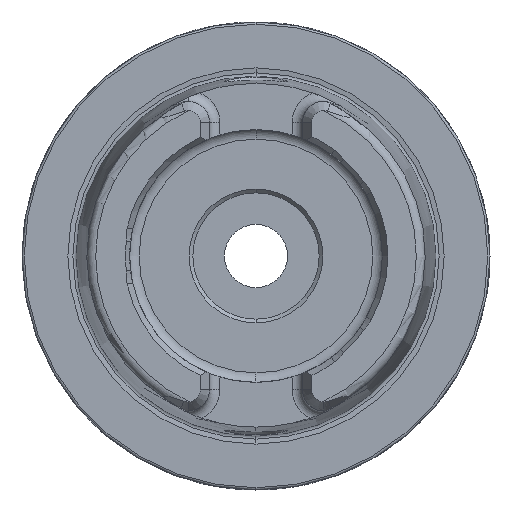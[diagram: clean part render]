
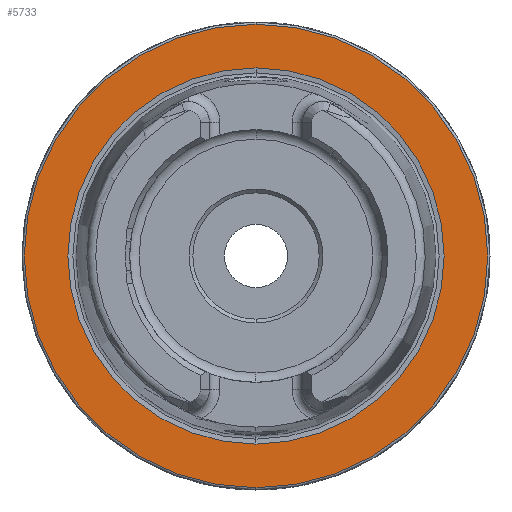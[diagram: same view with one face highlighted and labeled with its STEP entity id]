
A CAD part, left-side view. The second image highlights one B-rep face of the part: STEP entity #5733.
In plain terms, the highlighted planar face has unit normal (-1, 0, 0).
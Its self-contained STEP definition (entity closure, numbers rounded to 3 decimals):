
#127 = VERTEX_POINT ( 'NONE', #8736 ) ;
#198 = VERTEX_POINT ( 'NONE', #8747 ) ;
#274 = VERTEX_POINT ( 'NONE', #8729 ) ;
#2381 = VERTEX_POINT ( 'NONE', #2662 ) ;
#2662 = CARTESIAN_POINT ( 'NONE',  ( 0., 0., 25.324 ) ) ;
#2739 = AXIS2_PLACEMENT_3D ( 'NONE', #3479, #3480, #3482 ) ;
#2740 = AXIS2_PLACEMENT_3D ( 'NONE', #3483, #3484, #3485 ) ;
#2776 = AXIS2_PLACEMENT_3D ( 'NONE', #4068, #4069, #4070 ) ;
#2788 = AXIS2_PLACEMENT_3D ( 'NONE', #6364, #6365, #6366 ) ;
#2859 = AXIS2_PLACEMENT_3D ( 'NONE', #7051, #7056, #7057 ) ;
#3479 = CARTESIAN_POINT ( 'NONE',  ( 0., 0., 0. ) ) ;
#3480 = DIRECTION ( 'NONE',  ( -1., 0., 0. ) ) ;
#3482 = DIRECTION ( 'NONE',  ( 0., 0., 1. ) ) ;
#3483 = CARTESIAN_POINT ( 'NONE',  ( 0., 0., 0. ) ) ;
#3484 = DIRECTION ( 'NONE',  ( -1., 0., 0. ) ) ;
#3485 = DIRECTION ( 'NONE',  ( 0., 0., 1. ) ) ;
#4068 = CARTESIAN_POINT ( 'NONE',  ( 0., 0., 0. ) ) ;
#4069 = DIRECTION ( 'NONE',  ( -1., 0., 0. ) ) ;
#4070 = DIRECTION ( 'NONE',  ( 0., 0., 1. ) ) ;
#4419 = ORIENTED_EDGE ( 'NONE', *, *, #4874, .F. ) ;
#4420 = ORIENTED_EDGE ( 'NONE', *, *, #4979, .F. ) ;
#4421 = ORIENTED_EDGE ( 'NONE', *, *, #5006, .T. ) ;
#4422 = ORIENTED_EDGE ( 'NONE', *, *, #4875, .T. ) ;
#4874 = EDGE_CURVE ( 'NONE', #2381, #198, #8328, .T. ) ;
#4875 = EDGE_CURVE ( 'NONE', #274, #127, #8350, .T. ) ;
#4979 = EDGE_CURVE ( 'NONE', #198, #2381, #8483, .T. ) ;
#5006 = EDGE_CURVE ( 'NONE', #127, #274, #8495, .T. ) ;
#5733 = ADVANCED_FACE ( 'NONE', ( #7409, #7413 ), #7054, .F. ) ;
#5983 = EDGE_LOOP ( 'NONE', ( #4419, #4420 ) ) ;
#6082 = EDGE_LOOP ( 'NONE', ( #4421, #4422 ) ) ;
#6364 = CARTESIAN_POINT ( 'NONE',  ( 0., 0., 0. ) ) ;
#6365 = DIRECTION ( 'NONE',  ( -1., 0., 0. ) ) ;
#6366 = DIRECTION ( 'NONE',  ( 0., 0., 1. ) ) ;
#7051 = CARTESIAN_POINT ( 'NONE',  ( 0., 31.2, 0. ) ) ;
#7054 = PLANE ( 'NONE',  #2859 ) ;
#7056 = DIRECTION ( 'NONE',  ( 1., 0., 0. ) ) ;
#7057 = DIRECTION ( 'NONE',  ( 0., 0., -1. ) ) ;
#7409 = FACE_BOUND ( 'NONE', #5983, .T. ) ;
#7413 = FACE_OUTER_BOUND ( 'NONE', #6082, .T. ) ;
#8328 = CIRCLE ( 'NONE', #2739, 25.324 ) ;
#8350 = CIRCLE ( 'NONE', #2740, 31.2 ) ;
#8483 = CIRCLE ( 'NONE', #2776, 25.324 ) ;
#8495 = CIRCLE ( 'NONE', #2788, 31.2 ) ;
#8729 = CARTESIAN_POINT ( 'NONE',  ( 0., 0., -31.2 ) ) ;
#8736 = CARTESIAN_POINT ( 'NONE',  ( 0., 0., 31.2 ) ) ;
#8747 = CARTESIAN_POINT ( 'NONE',  ( 0., 0., -25.324 ) ) ;
